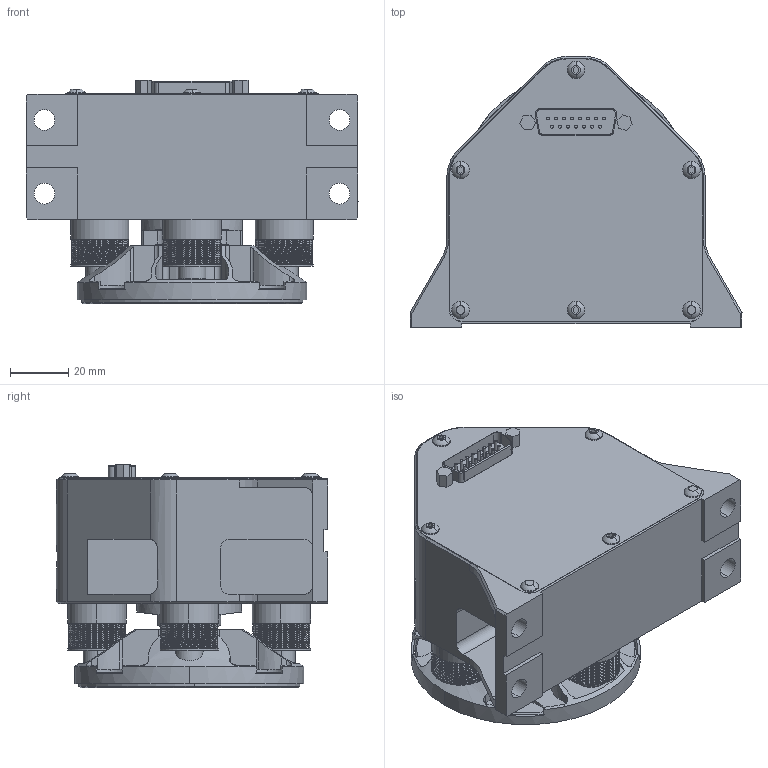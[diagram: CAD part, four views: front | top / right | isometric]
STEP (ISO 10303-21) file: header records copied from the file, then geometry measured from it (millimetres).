
FILE_DESCRIPTION (( 'STEP AP203' ), '1' );
FILE_NAME ('OIM3300 Simple Model.STEP', '2011-07-23T01:16:23', ( '' ), ( '' ), 'SwSTEP 2.0', 'SolidWorks 2011', '' );
FILE_SCHEMA (( 'CONFIG_CONTROL_DESIGN' ));
Length unit declared in the file: inch
Products named in the file (1): OIM3300 Simple Model
Bounding box: 114.3 x 93.34 x 76.98 mm (x, y, z)
Volume: 229916.8 mm3; surface area: 97364.5 mm2
Topology: 37 solids, 37 shells, 931 faces, 2383 edges, 1502 vertices
Faces by surface type: cylinder 336, plane 315, torus 247, cone 21, sphere 12
Entity records: 30554 total; most frequent: CARTESIAN_POINT 7105, DIRECTION 5224, ORIENTED_EDGE 4766, EDGE_CURVE 2383, AXIS2_PLACEMENT_3D 2106, VERTEX_POINT 1502, CIRCLE 1174, EDGE_LOOP 1037
